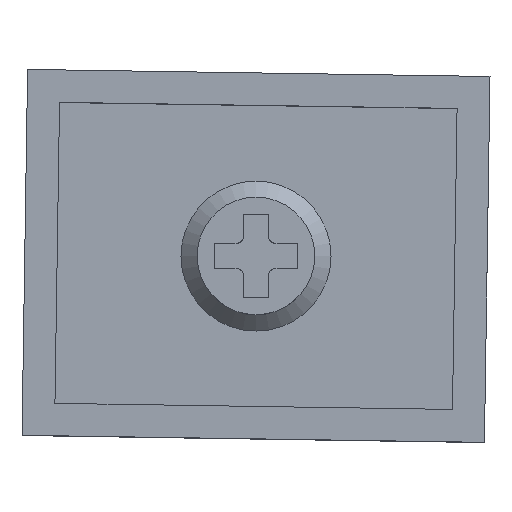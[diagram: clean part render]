
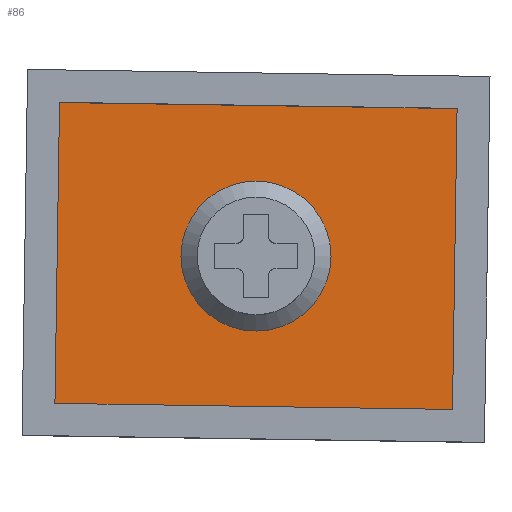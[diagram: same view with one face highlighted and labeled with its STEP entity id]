
A CAD part, top view. The second image highlights one B-rep face of the part: STEP entity #86.
In plain terms, the highlighted planar face has unit normal (0, 0, 1).
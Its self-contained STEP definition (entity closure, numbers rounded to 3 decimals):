
#27=CARTESIAN_POINT('',(0.,0.,0.8));
#28=DIRECTION('',(0.,0.,1.));
#29=DIRECTION('',(1.,-0.015,0.));
#30=AXIS2_PLACEMENT_3D('',#27,#28,#29);
#31=PLANE('',#30);
#32=CARTESIAN_POINT('',(3.7,0.,0.8));
#33=VERTEX_POINT('',#32);
#34=CARTESIAN_POINT('',(-3.7,0.,0.8));
#35=VERTEX_POINT('',#34);
#36=CARTESIAN_POINT('',(0.,0.,0.8));
#37=DIRECTION('',(-0.,-0.,-1.));
#38=DIRECTION('',(1.,0.,-0.));
#39=AXIS2_PLACEMENT_3D('',#36,#37,#38);
#40=CIRCLE('',#39,3.7);
#41=EDGE_CURVE('',#33,#35,#40,.T.);
#42=ORIENTED_EDGE('',*,*,#41,.T.);
#43=CARTESIAN_POINT('',(0.,0.,0.8));
#44=DIRECTION('',(-0.,-0.,-1.));
#45=DIRECTION('',(1.,0.,-0.));
#46=AXIS2_PLACEMENT_3D('',#43,#44,#45);
#47=CIRCLE('',#46,3.7);
#48=EDGE_CURVE('',#35,#33,#47,.T.);
#49=ORIENTED_EDGE('',*,*,#48,.T.);
#50=EDGE_LOOP('',(#42,#49));
#51=FACE_BOUND('',#50,.T.);
#52=CARTESIAN_POINT('',(9.692,-7.574,0.8));
#53=VERTEX_POINT('',#52);
#54=CARTESIAN_POINT('',(-9.919,-7.274,0.8));
#55=VERTEX_POINT('',#54);
#56=CARTESIAN_POINT('',(9.692,-7.574,0.8));
#57=DIRECTION('',(-1.,0.015,0.));
#58=VECTOR('',#57,19.613);
#59=LINE('',#56,#58);
#60=EDGE_CURVE('',#53,#55,#59,.T.);
#61=ORIENTED_EDGE('',*,*,#60,.F.);
#62=CARTESIAN_POINT('',(9.918,7.274,0.8));
#63=VERTEX_POINT('',#62);
#64=CARTESIAN_POINT('',(9.692,-7.574,0.8));
#65=DIRECTION('',(0.015,1.,0.));
#66=VECTOR('',#65,14.85);
#67=LINE('',#64,#66);
#68=EDGE_CURVE('',#53,#63,#67,.T.);
#69=ORIENTED_EDGE('',*,*,#68,.T.);
#70=CARTESIAN_POINT('',(-9.692,7.574,0.8));
#71=VERTEX_POINT('',#70);
#72=CARTESIAN_POINT('',(9.918,7.274,0.8));
#73=DIRECTION('',(-1.,0.015,0.));
#74=VECTOR('',#73,19.613);
#75=LINE('',#72,#74);
#76=EDGE_CURVE('',#63,#71,#75,.T.);
#77=ORIENTED_EDGE('',*,*,#76,.T.);
#78=CARTESIAN_POINT('',(-9.919,-7.274,0.8));
#79=DIRECTION('',(0.015,1.,0.));
#80=VECTOR('',#79,14.85);
#81=LINE('',#78,#80);
#82=EDGE_CURVE('',#55,#71,#81,.T.);
#83=ORIENTED_EDGE('',*,*,#82,.F.);
#84=EDGE_LOOP('',(#61,#69,#77,#83));
#85=FACE_BOUND('',#84,.T.);
#86=ADVANCED_FACE('',(#51,#85),#31,.T.);
